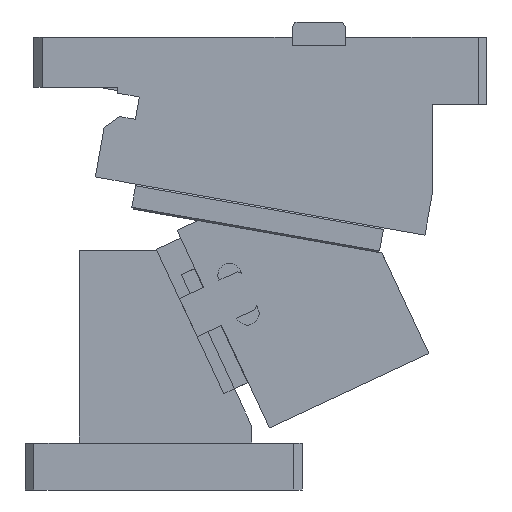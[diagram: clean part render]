
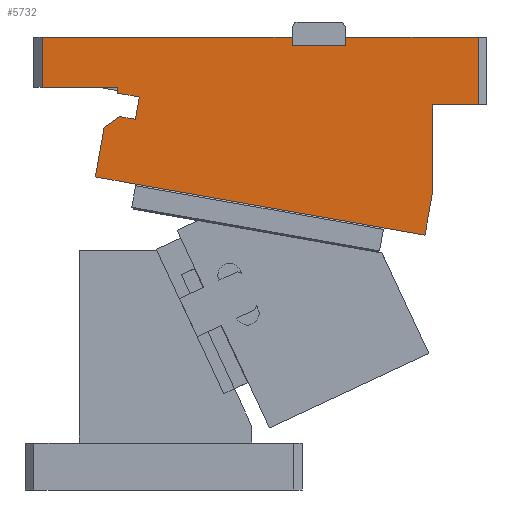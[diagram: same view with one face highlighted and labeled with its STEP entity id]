
A CAD part, front view. The second image highlights one B-rep face of the part: STEP entity #5732.
In plain terms, the highlighted planar face has unit normal (0, -1, 0).
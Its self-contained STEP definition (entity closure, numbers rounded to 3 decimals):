
#5230=CARTESIAN_POINT('Vertex',(10.,0.,270.)) ;
#5233=CARTESIAN_POINT('Line Origine',(84.5,0.,270.)) ;
#5237=CARTESIAN_POINT('Vertex',(159.,0.,270.)) ;
#5422=CARTESIAN_POINT('Vertex',(55.,0.,240.)) ;
#5426=CARTESIAN_POINT('Control Point',(10.,0.,240.)) ;
#5427=CARTESIAN_POINT('Control Point',(19.,0.,240.)) ;
#5428=CARTESIAN_POINT('Control Point',(28.,0.,240.)) ;
#5429=CARTESIAN_POINT('Control Point',(37.,0.,240.)) ;
#5430=CARTESIAN_POINT('Control Point',(46.,0.,240.)) ;
#5431=CARTESIAN_POINT('Control Point',(55.,0.,240.)) ;
#5432=CARTESIAN_POINT('Vertex',(10.,0.,240.)) ;
#5575=CARTESIAN_POINT('Axis2P3D Location',(37.076,0.,124.852)) ;
#5580=CARTESIAN_POINT('Line Origine',(61.471,0.,235.428)) ;
#5584=CARTESIAN_POINT('Vertex',(55.,0.,236.569)) ;
#5586=CARTESIAN_POINT('Vertex',(67.941,0.,234.287)) ;
#5589=CARTESIAN_POINT('Line Origine',(66.77,0.,227.642)) ;
#5593=CARTESIAN_POINT('Vertex',(65.598,0.,220.997)) ;
#5596=CARTESIAN_POINT('Line Origine',(60.92,0.,221.821)) ;
#5600=CARTESIAN_POINT('Vertex',(56.242,0.,222.646)) ;
#5603=CARTESIAN_POINT('Line Origine',(51.609,0.,219.402)) ;
#5607=CARTESIAN_POINT('Vertex',(46.975,0.,216.157)) ;
#5610=CARTESIAN_POINT('Line Origine',(44.37,0.,201.385)) ;
#5614=CARTESIAN_POINT('Vertex',(41.765,0.,186.613)) ;
#5617=CARTESIAN_POINT('Line Origine',(50.382,0.,185.093)) ;
#5621=CARTESIAN_POINT('Vertex',(58.999,0.,183.574)) ;
#5624=CARTESIAN_POINT('Line Origine',(59.984,0.,183.4)) ;
#5628=CARTESIAN_POINT('Vertex',(60.969,0.,183.227)) ;
#5631=CARTESIAN_POINT('Line Origine',(139.754,0.,169.335)) ;
#5635=CARTESIAN_POINT('Vertex',(218.538,0.,155.443)) ;
#5638=CARTESIAN_POINT('Line Origine',(228.386,0.,153.706)) ;
#5642=CARTESIAN_POINT('Vertex',(238.234,0.,151.97)) ;
#5645=CARTESIAN_POINT('Line Origine',(240.617,0.,165.483)) ;
#5649=CARTESIAN_POINT('Vertex',(243.,0.,178.997)) ;
#5652=CARTESIAN_POINT('Line Origine',(243.,0.,204.498)) ;
#5656=CARTESIAN_POINT('Vertex',(243.,0.,230.)) ;
#5659=CARTESIAN_POINT('Line Origine',(256.5,0.,230.)) ;
#5663=CARTESIAN_POINT('Vertex',(270.,0.,230.)) ;
#5666=CARTESIAN_POINT('Line Origine',(270.,0.,250.)) ;
#5670=CARTESIAN_POINT('Vertex',(270.,0.,270.)) ;
#5673=CARTESIAN_POINT('Line Origine',(230.5,0.,270.)) ;
#5677=CARTESIAN_POINT('Vertex',(191.,0.,270.)) ;
#5680=CARTESIAN_POINT('Line Origine',(191.,0.,267.5)) ;
#5684=CARTESIAN_POINT('Vertex',(191.,0.,265.)) ;
#5687=CARTESIAN_POINT('Line Origine',(175.,0.,265.)) ;
#5691=CARTESIAN_POINT('Vertex',(159.,0.,265.)) ;
#5694=CARTESIAN_POINT('Line Origine',(159.,0.,267.5)) ;
#5699=CARTESIAN_POINT('Line Origine',(10.,0.,255.)) ;
#5704=CARTESIAN_POINT('Line Origine',(55.,0.,238.284)) ;
#5234=DIRECTION('Vector Direction',(1.,0.,0.)) ;
#5576=DIRECTION('Axis2P3D Direction',(0.,-1.,0.)) ;
#5577=DIRECTION('Axis2P3D XDirection',(0.643,0.,-0.766)) ;
#5581=DIRECTION('Vector Direction',(0.985,0.,-0.174)) ;
#5590=DIRECTION('Vector Direction',(-0.174,0.,-0.985)) ;
#5597=DIRECTION('Vector Direction',(-0.985,0.,0.174)) ;
#5604=DIRECTION('Vector Direction',(-0.819,0.,-0.574)) ;
#5611=DIRECTION('Vector Direction',(-0.174,0.,-0.985)) ;
#5618=DIRECTION('Vector Direction',(0.985,0.,-0.174)) ;
#5625=DIRECTION('Vector Direction',(-0.985,0.,0.174)) ;
#5632=DIRECTION('Vector Direction',(-0.985,0.,0.174)) ;
#5639=DIRECTION('Vector Direction',(0.985,0.,-0.174)) ;
#5646=DIRECTION('Vector Direction',(0.174,0.,0.985)) ;
#5653=DIRECTION('Vector Direction',(0.,0.,1.)) ;
#5660=DIRECTION('Vector Direction',(1.,0.,0.)) ;
#5667=DIRECTION('Vector Direction',(0.,0.,1.)) ;
#5674=DIRECTION('Vector Direction',(1.,0.,0.)) ;
#5681=DIRECTION('Vector Direction',(0.,0.,-1.)) ;
#5688=DIRECTION('Vector Direction',(-1.,0.,0.)) ;
#5695=DIRECTION('Vector Direction',(0.,0.,1.)) ;
#5700=DIRECTION('Vector Direction',(0.,0.,-1.)) ;
#5705=DIRECTION('Vector Direction',(0.,0.,1.)) ;
#5578=AXIS2_PLACEMENT_3D('Plane Axis2P3D',#5575,#5576,#5577) ;
#5710=ORIENTED_EDGE('',*,*,#5588,.T.) ;
#5711=ORIENTED_EDGE('',*,*,#5595,.T.) ;
#5712=ORIENTED_EDGE('',*,*,#5602,.F.) ;
#5713=ORIENTED_EDGE('',*,*,#5609,.F.) ;
#5714=ORIENTED_EDGE('',*,*,#5616,.T.) ;
#5715=ORIENTED_EDGE('',*,*,#5623,.T.) ;
#5716=ORIENTED_EDGE('',*,*,#5630,.F.) ;
#5717=ORIENTED_EDGE('',*,*,#5637,.F.) ;
#5718=ORIENTED_EDGE('',*,*,#5644,.T.) ;
#5719=ORIENTED_EDGE('',*,*,#5651,.T.) ;
#5720=ORIENTED_EDGE('',*,*,#5658,.T.) ;
#5721=ORIENTED_EDGE('',*,*,#5665,.T.) ;
#5722=ORIENTED_EDGE('',*,*,#5672,.T.) ;
#5723=ORIENTED_EDGE('',*,*,#5679,.F.) ;
#5724=ORIENTED_EDGE('',*,*,#5686,.T.) ;
#5725=ORIENTED_EDGE('',*,*,#5693,.T.) ;
#5726=ORIENTED_EDGE('',*,*,#5698,.T.) ;
#5727=ORIENTED_EDGE('',*,*,#5239,.F.) ;
#5728=ORIENTED_EDGE('',*,*,#5703,.T.) ;
#5729=ORIENTED_EDGE('',*,*,#5434,.F.) ;
#5730=ORIENTED_EDGE('',*,*,#5708,.F.) ;
#5235=VECTOR('Line Direction',#5234,1.) ;
#5582=VECTOR('Line Direction',#5581,1.) ;
#5591=VECTOR('Line Direction',#5590,1.) ;
#5598=VECTOR('Line Direction',#5597,1.) ;
#5605=VECTOR('Line Direction',#5604,1.) ;
#5612=VECTOR('Line Direction',#5611,1.) ;
#5619=VECTOR('Line Direction',#5618,1.) ;
#5626=VECTOR('Line Direction',#5625,1.) ;
#5633=VECTOR('Line Direction',#5632,1.) ;
#5640=VECTOR('Line Direction',#5639,1.) ;
#5647=VECTOR('Line Direction',#5646,1.) ;
#5654=VECTOR('Line Direction',#5653,1.) ;
#5661=VECTOR('Line Direction',#5660,1.) ;
#5668=VECTOR('Line Direction',#5667,1.) ;
#5675=VECTOR('Line Direction',#5674,1.) ;
#5682=VECTOR('Line Direction',#5681,1.) ;
#5689=VECTOR('Line Direction',#5688,1.) ;
#5696=VECTOR('Line Direction',#5695,1.) ;
#5701=VECTOR('Line Direction',#5700,1.) ;
#5706=VECTOR('Line Direction',#5705,1.) ;
#5732=ADVANCED_FACE('CAM HOLDER',(#5731),#5579,.T.) ;
#5425=B_SPLINE_CURVE_WITH_KNOTS('',5,(#5426,#5427,#5428,#5429,#5430,#5431),.UNSPECIFIED.,.F.,.U.,(6,6),(0.,45.),.UNSPECIFIED.) ;
#5239=EDGE_CURVE('',#5231,#5238,#5236,.T.) ;
#5434=EDGE_CURVE('',#5423,#5433,#5425,.F.) ;
#5588=EDGE_CURVE('',#5585,#5587,#5583,.T.) ;
#5595=EDGE_CURVE('',#5587,#5594,#5592,.T.) ;
#5602=EDGE_CURVE('',#5601,#5594,#5599,.F.) ;
#5609=EDGE_CURVE('',#5608,#5601,#5606,.F.) ;
#5616=EDGE_CURVE('',#5608,#5615,#5613,.T.) ;
#5623=EDGE_CURVE('',#5615,#5622,#5620,.T.) ;
#5630=EDGE_CURVE('',#5629,#5622,#5627,.T.) ;
#5637=EDGE_CURVE('',#5636,#5629,#5634,.T.) ;
#5644=EDGE_CURVE('',#5636,#5643,#5641,.T.) ;
#5651=EDGE_CURVE('',#5643,#5650,#5648,.T.) ;
#5658=EDGE_CURVE('',#5650,#5657,#5655,.T.) ;
#5665=EDGE_CURVE('',#5657,#5664,#5662,.T.) ;
#5672=EDGE_CURVE('',#5664,#5671,#5669,.T.) ;
#5679=EDGE_CURVE('',#5678,#5671,#5676,.T.) ;
#5686=EDGE_CURVE('',#5678,#5685,#5683,.T.) ;
#5693=EDGE_CURVE('',#5685,#5692,#5690,.T.) ;
#5698=EDGE_CURVE('',#5692,#5238,#5697,.T.) ;
#5703=EDGE_CURVE('',#5231,#5433,#5702,.T.) ;
#5708=EDGE_CURVE('',#5585,#5423,#5707,.T.) ;
#5709=EDGE_LOOP('',(#5710,#5711,#5712,#5713,#5714,#5715,#5716,#5717,#5718,#5719,#5720,#5721,#5722,#5723,#5724,#5725,#5726,#5727,#5728,#5729,#5730)) ;
#5731=FACE_OUTER_BOUND('',#5709,.T.) ;
#5236=LINE('Line',#5233,#5235) ;
#5583=LINE('Line',#5580,#5582) ;
#5592=LINE('Line',#5589,#5591) ;
#5599=LINE('Line',#5596,#5598) ;
#5606=LINE('Line',#5603,#5605) ;
#5613=LINE('Line',#5610,#5612) ;
#5620=LINE('Line',#5617,#5619) ;
#5627=LINE('Line',#5624,#5626) ;
#5634=LINE('Line',#5631,#5633) ;
#5641=LINE('Line',#5638,#5640) ;
#5648=LINE('Line',#5645,#5647) ;
#5655=LINE('Line',#5652,#5654) ;
#5662=LINE('Line',#5659,#5661) ;
#5669=LINE('Line',#5666,#5668) ;
#5676=LINE('Line',#5673,#5675) ;
#5683=LINE('Line',#5680,#5682) ;
#5690=LINE('Line',#5687,#5689) ;
#5697=LINE('Line',#5694,#5696) ;
#5702=LINE('Line',#5699,#5701) ;
#5707=LINE('Line',#5704,#5706) ;
#5579=PLANE('Plane',#5578) ;
#5231=VERTEX_POINT('',#5230) ;
#5238=VERTEX_POINT('',#5237) ;
#5423=VERTEX_POINT('',#5422) ;
#5433=VERTEX_POINT('',#5432) ;
#5585=VERTEX_POINT('',#5584) ;
#5587=VERTEX_POINT('',#5586) ;
#5594=VERTEX_POINT('',#5593) ;
#5601=VERTEX_POINT('',#5600) ;
#5608=VERTEX_POINT('',#5607) ;
#5615=VERTEX_POINT('',#5614) ;
#5622=VERTEX_POINT('',#5621) ;
#5629=VERTEX_POINT('',#5628) ;
#5636=VERTEX_POINT('',#5635) ;
#5643=VERTEX_POINT('',#5642) ;
#5650=VERTEX_POINT('',#5649) ;
#5657=VERTEX_POINT('',#5656) ;
#5664=VERTEX_POINT('',#5663) ;
#5671=VERTEX_POINT('',#5670) ;
#5678=VERTEX_POINT('',#5677) ;
#5685=VERTEX_POINT('',#5684) ;
#5692=VERTEX_POINT('',#5691) ;
